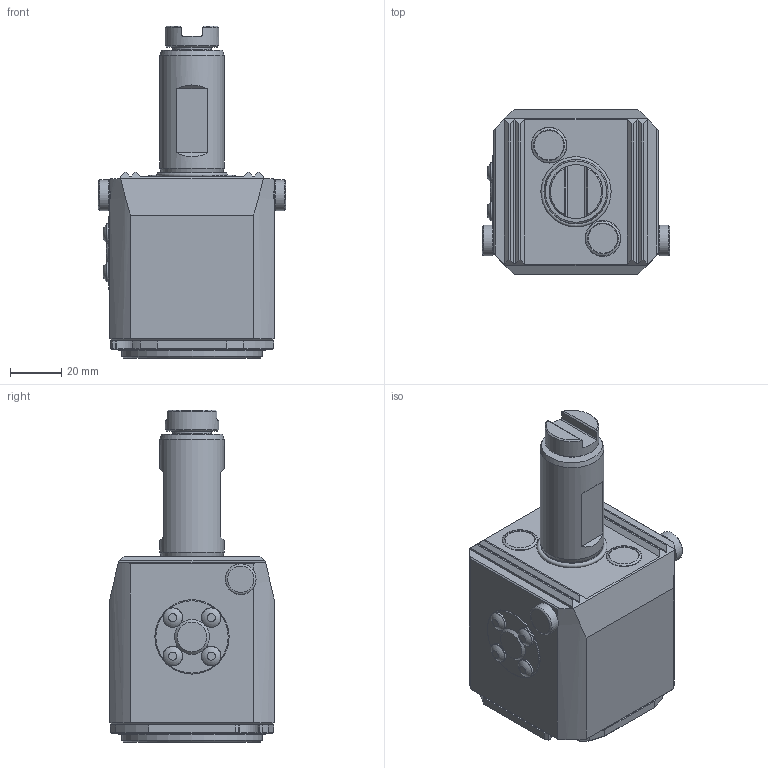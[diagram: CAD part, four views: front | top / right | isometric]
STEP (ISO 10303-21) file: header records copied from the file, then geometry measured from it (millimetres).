
FILE_DESCRIPTION(/* description */ (''),/* implementation_level */ '2;1');
FILE_NAME(/* name */ '1617874427797.stp',/* time_stamp */ '2021-04-08T11:33:55+02:00',/* author */ (''),/* organization */ ('SMS'),/* preprocessor_version */ 'ST-DEVELOPER v16.7',/* originating_system */ 'SIEMENS PLM Software NX 12.0',/* authorisation */ '');
FILE_SCHEMA (('AUTOMOTIVE_DESIGN { 1 0 10303 214 3 1 1 1 }'));
Length unit declared in the file: millimetre
Products named in the file (1): 203469004mod000_00
Bounding box: 73 x 64 x 129.5 mm (x, y, z)
Volume: 289178.9 mm3; surface area: 34444.3 mm2
Topology: 1 solids, 1 shells, 195 faces, 456 edges, 292 vertices
Faces by surface type: plane 104, cylinder 37, cone 30, torus 15, sphere 8, bspline 1
Full cylindrical faces by diameter (mm): 2 x1, 5.5 x1, 7.2 x4, 7.6 x4, 8 x1, 10.6 x2, 12 x2, 15 x1, 21 x1, 24.1 x1, 25 x1, 29 x1, 35.5 x1, 54.8 x1, 55 x1
Entity records: 5359 total; most frequent: CARTESIAN_POINT 1192, DIRECTION 884, ORIENTED_EDGE 732, EDGE_CURVE 366, AXIS2_PLACEMENT_3D 362, EDGE_LOOP 293, VERTEX_POINT 263, ADVANCED_FACE 195
